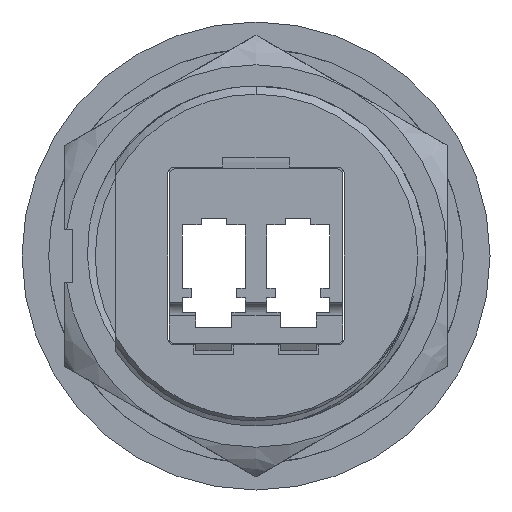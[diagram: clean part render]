
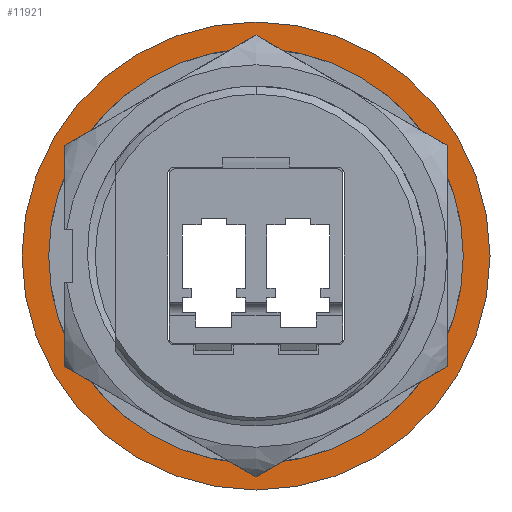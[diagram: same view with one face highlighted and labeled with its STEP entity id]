
A CAD part, front view. The second image highlights one B-rep face of the part: STEP entity #11921.
In plain terms, the highlighted planar face has unit normal (0, -1, 0).
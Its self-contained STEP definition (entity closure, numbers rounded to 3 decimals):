
#401 = AXIS2_PLACEMENT_3D ( 'NONE', #1556, #16256, #3694 ) ;
#538 = ORIENTED_EDGE ( 'NONE', *, *, #26714, .F. ) ;
#1556 = CARTESIAN_POINT ( 'NONE',  ( 0., -12.3, 0. ) ) ;
#1579 = CARTESIAN_POINT ( 'NONE',  ( 0., -12.3, -17.5 ) ) ;
#1730 = DIRECTION ( 'NONE',  ( 0., 1., 0. ) ) ;
#2478 = AXIS2_PLACEMENT_3D ( 'NONE', #14356, #1730, #5062 ) ;
#2581 = DIRECTION ( 'NONE',  ( 0., -1., 0. ) ) ;
#2834 = EDGE_LOOP ( 'NONE', ( #3859, #538 ) ) ;
#3694 = DIRECTION ( 'NONE',  ( 0., 0., 1. ) ) ;
#3699 = EDGE_CURVE ( 'NONE', #13692, #14942, #19463, .T. ) ;
#3859 = ORIENTED_EDGE ( 'NONE', *, *, #9701, .F. ) ;
#5062 = DIRECTION ( 'NONE',  ( 0., 0., 1. ) ) ;
#5908 = CARTESIAN_POINT ( 'NONE',  ( 0., -12.3, 17.5 ) ) ;
#7040 = FACE_BOUND ( 'NONE', #13484, .T. ) ;
#8471 = AXIS2_PLACEMENT_3D ( 'NONE', #21019, #8511, #23100 ) ;
#8511 = DIRECTION ( 'NONE',  ( 0., 1., 0. ) ) ;
#8886 = DIRECTION ( 'NONE',  ( 0., 1., 0. ) ) ;
#9396 = CIRCLE ( 'NONE', #8471, 17.5 ) ;
#9701 = EDGE_CURVE ( 'NONE', #11874, #22645, #9396, .T. ) ;
#10139 = PLANE ( 'NONE',  #2478 ) ;
#11874 = VERTEX_POINT ( 'NONE', #5908 ) ;
#11921 = ADVANCED_FACE ( 'NONE', ( #7040, #18148 ), #10139, .F. ) ;
#13484 = EDGE_LOOP ( 'NONE', ( #14725, #16988 ) ) ;
#13692 = VERTEX_POINT ( 'NONE', #18350 ) ;
#14356 = CARTESIAN_POINT ( 'NONE',  ( 17.5, -12.3, 0. ) ) ;
#14573 = CIRCLE ( 'NONE', #21286, 17.5 ) ;
#14725 = ORIENTED_EDGE ( 'NONE', *, *, #3699, .F. ) ;
#14942 = VERTEX_POINT ( 'NONE', #25205 ) ;
#15180 = CARTESIAN_POINT ( 'NONE',  ( 0., -12.3, 0. ) ) ;
#16256 = DIRECTION ( 'NONE',  ( 0., -1., 0. ) ) ;
#16988 = ORIENTED_EDGE ( 'NONE', *, *, #17325, .F. ) ;
#17258 = DIRECTION ( 'NONE',  ( 0., 0., 1. ) ) ;
#17325 = EDGE_CURVE ( 'NONE', #14942, #13692, #20004, .T. ) ;
#18148 = FACE_OUTER_BOUND ( 'NONE', #2834, .T. ) ;
#18350 = CARTESIAN_POINT ( 'NONE',  ( 0., -12.3, -15.5 ) ) ;
#19463 = CIRCLE ( 'NONE', #401, 15.5 ) ;
#20004 = CIRCLE ( 'NONE', #23767, 15.5 ) ;
#21019 = CARTESIAN_POINT ( 'NONE',  ( 0., -12.3, 0. ) ) ;
#21286 = AXIS2_PLACEMENT_3D ( 'NONE', #21381, #8886, #23471 ) ;
#21381 = CARTESIAN_POINT ( 'NONE',  ( 0., -12.3, 0. ) ) ;
#22645 = VERTEX_POINT ( 'NONE', #1579 ) ;
#23100 = DIRECTION ( 'NONE',  ( 0., 0., 1. ) ) ;
#23471 = DIRECTION ( 'NONE',  ( 0., 0., 1. ) ) ;
#23767 = AXIS2_PLACEMENT_3D ( 'NONE', #15180, #2581, #17258 ) ;
#25205 = CARTESIAN_POINT ( 'NONE',  ( 0., -12.3, 15.5 ) ) ;
#26714 = EDGE_CURVE ( 'NONE', #22645, #11874, #14573, .T. ) ;
